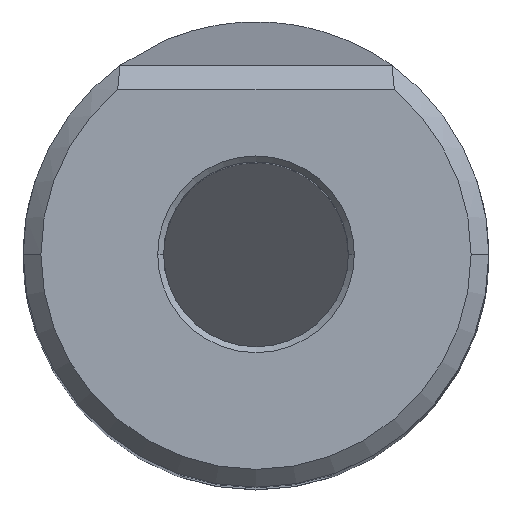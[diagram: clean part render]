
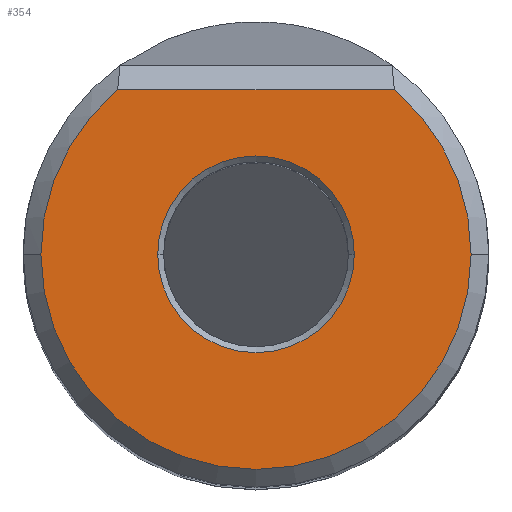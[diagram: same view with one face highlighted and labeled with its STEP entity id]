
A CAD part, top view. The second image highlights one B-rep face of the part: STEP entity #354.
In plain terms, the highlighted planar face has unit normal (0, 0, 1).
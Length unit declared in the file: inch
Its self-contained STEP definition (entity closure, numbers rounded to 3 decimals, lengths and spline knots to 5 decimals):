
#3 = CARTESIAN_POINT ( 'NONE',  ( 0., 0., 0. ) ) ;
#20 = VERTEX_POINT ( 'NONE', #758 ) ;
#38 = ORIENTED_EDGE ( 'NONE', *, *, #482, .T. ) ;
#39 = DIRECTION ( 'NONE',  ( 1., 0., 0. ) ) ;
#41 = AXIS2_PLACEMENT_3D ( 'NONE', #3, #659, #72 ) ;
#47 = VERTEX_POINT ( 'NONE', #494 ) ;
#51 = EDGE_CURVE ( 'NONE', #682, #20, #366, .T. ) ;
#52 = AXIS2_PLACEMENT_3D ( 'NONE', #490, #822, #39 ) ;
#72 = DIRECTION ( 'NONE',  ( 1., 0., 0. ) ) ;
#97 = ORIENTED_EDGE ( 'NONE', *, *, #138, .T. ) ;
#98 = CARTESIAN_POINT ( 'NONE',  ( 0., 0., 0. ) ) ;
#132 = CARTESIAN_POINT ( 'NONE',  ( -0.16625, 0., 0. ) ) ;
#138 = EDGE_CURVE ( 'NONE', #20, #224, #447, .T. ) ;
#152 = DIRECTION ( 'NONE',  ( 0., 0., -1. ) ) ;
#202 = EDGE_LOOP ( 'NONE', ( #471, #483, #799, #97 ) ) ;
#224 = VERTEX_POINT ( 'NONE', #584 ) ;
#252 = EDGE_CURVE ( 'NONE', #224, #47, #382, .T. ) ;
#268 = CIRCLE ( 'NONE', #368, 0.16625 ) ;
#286 = PLANE ( 'NONE',  #553 ) ;
#289 = CARTESIAN_POINT ( 'NONE',  ( 0., 0., 0. ) ) ;
#293 = DIRECTION ( 'NONE',  ( 0., 0., 1. ) ) ;
#326 = EDGE_CURVE ( 'NONE', #47, #682, #617, .T. ) ;
#340 = VERTEX_POINT ( 'NONE', #805 ) ;
#354 = ADVANCED_FACE ( 'NONE', ( #562, #614 ), #286, .T. ) ;
#366 = CIRCLE ( 'NONE', #52, 0.3637 ) ;
#368 = AXIS2_PLACEMENT_3D ( 'NONE', #831, #642, #388 ) ;
#382 = CIRCLE ( 'NONE', #41, 0.3637 ) ;
#388 = DIRECTION ( 'NONE',  ( 1., 0., 0. ) ) ;
#394 = CARTESIAN_POINT ( 'NONE',  ( 0.3637, 0., 0. ) ) ;
#408 = EDGE_CURVE ( 'NONE', #590, #340, #719, .T. ) ;
#420 = DIRECTION ( 'NONE',  ( 1., 0., 0. ) ) ;
#429 = DIRECTION ( 'NONE',  ( 0., 0., 1. ) ) ;
#447 = LINE ( 'NONE', #575, #716 ) ;
#471 = ORIENTED_EDGE ( 'NONE', *, *, #252, .T. ) ;
#482 = EDGE_CURVE ( 'NONE', #340, #590, #268, .T. ) ;
#483 = ORIENTED_EDGE ( 'NONE', *, *, #326, .T. ) ;
#488 = EDGE_LOOP ( 'NONE', ( #38, #673 ) ) ;
#490 = CARTESIAN_POINT ( 'NONE',  ( 0., 0., 0. ) ) ;
#494 = CARTESIAN_POINT ( 'NONE',  ( -0.3637, 0., 0. ) ) ;
#553 = AXIS2_PLACEMENT_3D ( 'NONE', #289, #293, #611 ) ;
#562 = FACE_BOUND ( 'NONE', #488, .T. ) ;
#575 = CARTESIAN_POINT ( 'NONE',  ( 0., 0.27842, 0. ) ) ;
#584 = CARTESIAN_POINT ( 'NONE',  ( -0.23401, 0.27842, 0. ) ) ;
#590 = VERTEX_POINT ( 'NONE', #132 ) ;
#603 = AXIS2_PLACEMENT_3D ( 'NONE', #739, #152, #420 ) ;
#611 = DIRECTION ( 'NONE',  ( 1., 0., 0. ) ) ;
#614 = FACE_OUTER_BOUND ( 'NONE', #202, .T. ) ;
#617 = CIRCLE ( 'NONE', #656, 0.3637 ) ;
#624 = DIRECTION ( 'NONE',  ( 1., 0., 0. ) ) ;
#642 = DIRECTION ( 'NONE',  ( 0., 0., -1. ) ) ;
#656 = AXIS2_PLACEMENT_3D ( 'NONE', #98, #429, #624 ) ;
#659 = DIRECTION ( 'NONE',  ( 0., 0., 1. ) ) ;
#673 = ORIENTED_EDGE ( 'NONE', *, *, #408, .T. ) ;
#682 = VERTEX_POINT ( 'NONE', #394 ) ;
#716 = VECTOR ( 'NONE', #844, 39.37008 ) ;
#719 = CIRCLE ( 'NONE', #603, 0.16625 ) ;
#739 = CARTESIAN_POINT ( 'NONE',  ( 0., 0., 0. ) ) ;
#758 = CARTESIAN_POINT ( 'NONE',  ( 0.23401, 0.27842, 0. ) ) ;
#799 = ORIENTED_EDGE ( 'NONE', *, *, #51, .T. ) ;
#805 = CARTESIAN_POINT ( 'NONE',  ( 0.16625, 0., 0. ) ) ;
#822 = DIRECTION ( 'NONE',  ( 0., 0., 1. ) ) ;
#831 = CARTESIAN_POINT ( 'NONE',  ( 0., 0., 0. ) ) ;
#844 = DIRECTION ( 'NONE',  ( -1., 0., 0. ) ) ;
